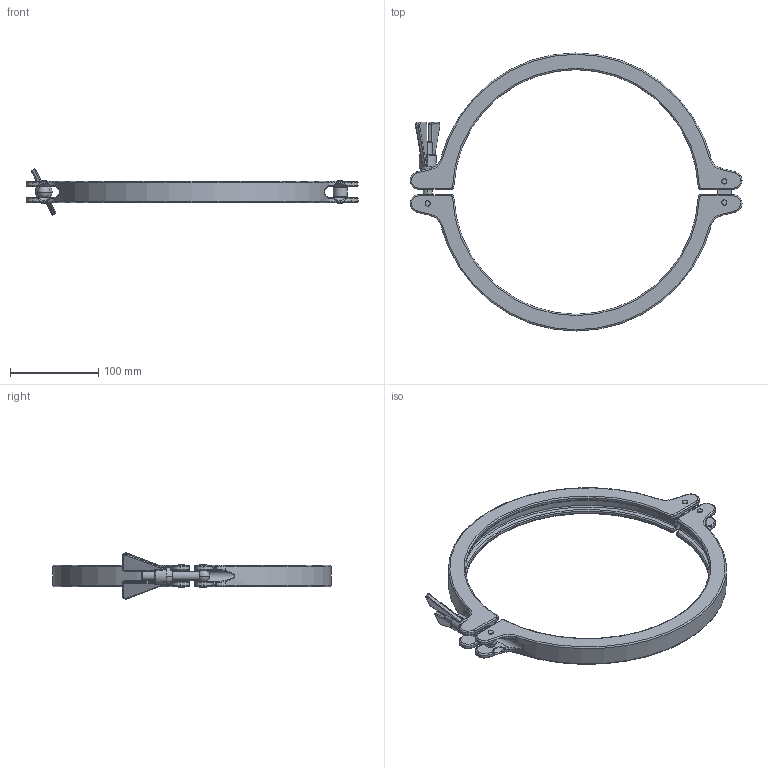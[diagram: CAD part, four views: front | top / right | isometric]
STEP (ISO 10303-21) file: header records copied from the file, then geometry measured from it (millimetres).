
FILE_DESCRIPTION (( 'STEP AP214' ), '1' );
FILE_NAME ('10.58 SH clamp (SB) - block detail.STEP', '2017-11-21T12:57:06', ( '' ), ( '' ), 'SwSTEP 2.0', 'SolidWorks 2016', '' );
FILE_SCHEMA (( 'AUTOMOTIVE_DESIGN' ));
Length unit declared in the file: millimetre
Products named in the file (1): 10.58 SH clamp (SB) - block detail
Bounding box: 376 x 315 x 52.21 mm (x, y, z)
Volume: 389400.4 mm3; surface area: 107615.3 mm2
Topology: 1 solids, 1 shells, 403 faces, 942 edges, 539 vertices
Faces by surface type: cylinder 136, torus 106, bspline 70, plane 55, sphere 30, cone 6
Entity records: 16278 total; most frequent: CARTESIAN_POINT 5961, DIRECTION 1981, ORIENTED_EDGE 1850, EDGE_CURVE 925, AXIS2_PLACEMENT_3D 876, CIRCLE 542, VERTEX_POINT 538, EDGE_LOOP 423
